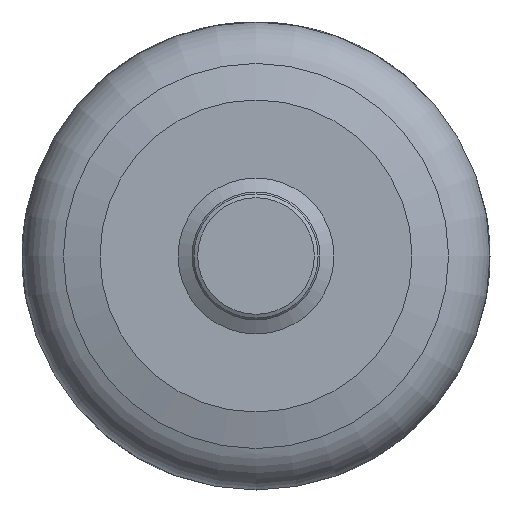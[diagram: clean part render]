
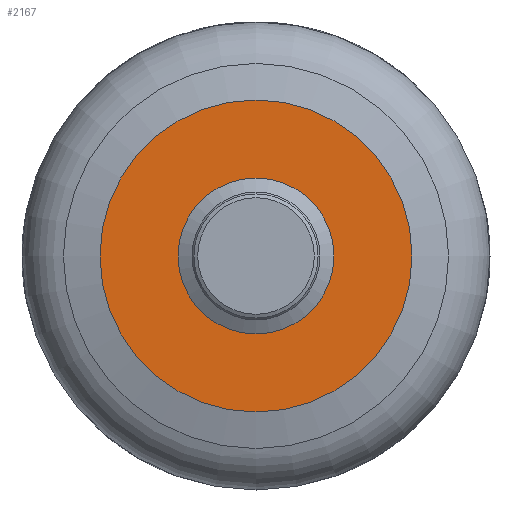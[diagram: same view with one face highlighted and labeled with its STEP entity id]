
A CAD part, front view. The second image highlights one B-rep face of the part: STEP entity #2167.
In plain terms, the highlighted planar face has unit normal (0, -1, 0).
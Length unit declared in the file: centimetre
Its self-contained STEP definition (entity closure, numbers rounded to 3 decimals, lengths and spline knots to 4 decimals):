
#78=PLANE($,#2373);
#421=FACE_BOUND($,#690,.T.);
#503=FACE_OUTER_BOUND($,#689,.T.);
#689=EDGE_LOOP($,(#1617));
#690=EDGE_LOOP($,(#1618));
#952=CIRCLE($,#2374,0.6);
#953=CIRCLE($,#2375,0.3);
#1114=VERTEX_POINT($,#3922);
#1115=VERTEX_POINT($,#3924);
#1333=EDGE_CURVE($,#1114,#1114,#952,.T.);
#1334=EDGE_CURVE($,#1115,#1115,#953,.T.);
#1617=ORIENTED_EDGE($,*,*,#1333,.T.);
#1618=ORIENTED_EDGE($,*,*,#1334,.F.);
#2167=ADVANCED_FACE($,(#503,#421),#78,.T.);
#2373=AXIS2_PLACEMENT_3D($,#3921,#2729,#2730);
#2374=AXIS2_PLACEMENT_3D($,#3923,#2731,#2732);
#2375=AXIS2_PLACEMENT_3D($,#3925,#2733,#2734);
#2729=DIRECTION('center_axis',(0.,-1.,0.));
#2730=DIRECTION('ref_axis',(0.,0.,-1.));
#2731=DIRECTION('center_axis',(0.,-1.,0.));
#2732=DIRECTION('ref_axis',(0.,0.,-1.));
#2733=DIRECTION('center_axis',(0.,-1.,0.));
#2734=DIRECTION('ref_axis',(0.,0.,-1.));
#3921=CARTESIAN_POINT('Origin',(0.6,-0.3464,0.));
#3922=CARTESIAN_POINT('',(0.,-0.3464,-0.6));
#3923=CARTESIAN_POINT('Origin',(0.,-0.3464,0.));
#3924=CARTESIAN_POINT('',(0.,-0.3464,-0.3));
#3925=CARTESIAN_POINT('Origin',(0.,-0.3464,0.));
